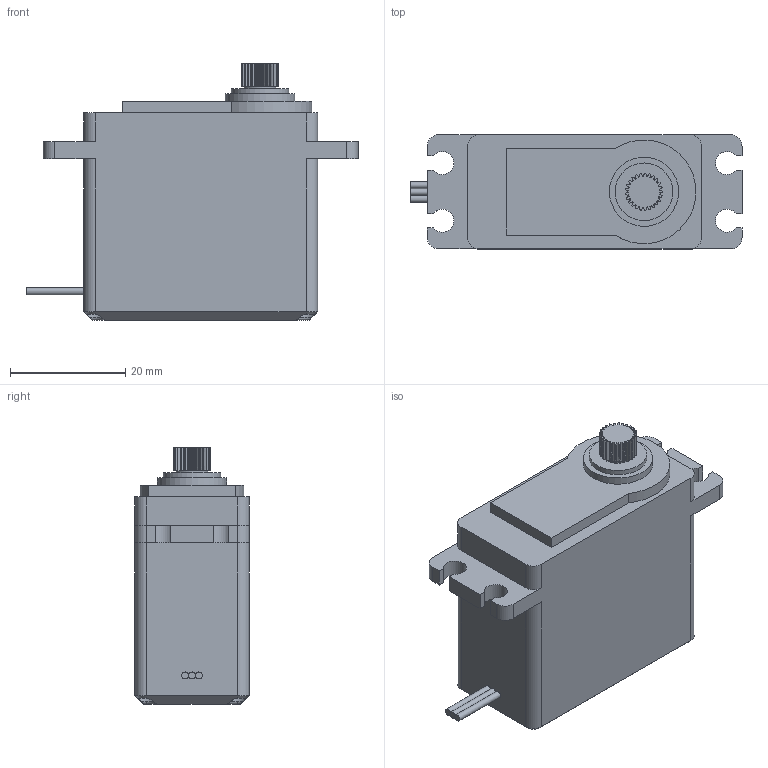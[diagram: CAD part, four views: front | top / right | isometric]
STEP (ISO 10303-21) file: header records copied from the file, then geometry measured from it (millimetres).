
FILE_DESCRIPTION(('FreeCAD Model'),'2;1');
FILE_NAME('servo.step', '2020-04-28T15:32:07',(''),(''),'Open CASCADE STEP processor 7.3', 'FreeCAD','Unknown');
FILE_SCHEMA(('AUTOMOTIVE_DESIGN { 1 0 10303 214 1 1 1 1 }'));
Length unit declared in the file: millimetre
Products named in the file (5): Fusion003002; Fusion004; Extrude012; Extrude011; Extrude010
Bounding box: 57.6 x 19.8 x 44.5 mm (x, y, z)
Volume: 30657.7 mm3; surface area: 7003.6 mm2
Topology: 5 solids, 5 shells, 285 faces, 762 edges, 490 vertices
Faces by surface type: extrusion 150, plane 98, cylinder 27, torus 6, cone 4
Full cylindrical faces by diameter (mm): 1.2 x3, 3 x4, 5.6 x1, 10 x1, 12 x1
Entity records: 20274 total; most frequent: CARTESIAN_POINT 6248, DIRECTION 2021, ORIENTED_EDGE 1524, PCURVE 1524, DEFINITIONAL_REPRESENTATION 1524, VECTOR 1394, LINE 1244, B_SPLINE_CURVE_WITH_KNOTS 940
